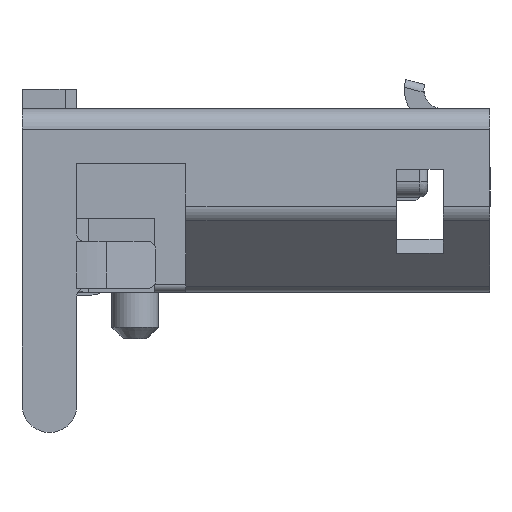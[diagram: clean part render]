
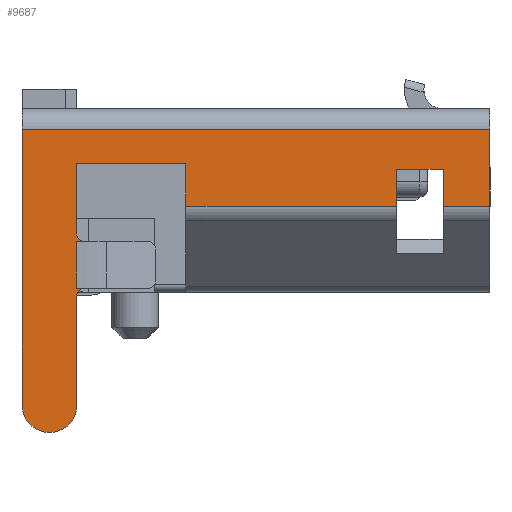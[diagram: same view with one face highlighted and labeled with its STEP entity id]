
A CAD part, left-side view. The second image highlights one B-rep face of the part: STEP entity #9687.
In plain terms, the highlighted planar face has unit normal (-1, 0, 0).
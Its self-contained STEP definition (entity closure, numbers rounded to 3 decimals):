
#411=PLANE('',#10506);
#863=FACE_OUTER_BOUND('',#1397,.T.);
#1397=EDGE_LOOP('',(#8408,#8409,#8410,#8411,#8412,#8413,#8414,#8415,#8416,
#8417,#8418,#8419,#8420,#8421,#8422,#8423,#8424,#8425,#8426,#8427));
#2090=LINE('',#14734,#3166);
#2289=LINE('',#15744,#3365);
#2292=LINE('',#15750,#3368);
#2299=LINE('',#15766,#3375);
#2315=LINE('',#15812,#3391);
#2326=LINE('',#15841,#3402);
#2392=LINE('',#16113,#3468);
#2393=LINE('',#16117,#3469);
#2394=LINE('',#16120,#3470);
#2395=LINE('',#16122,#3471);
#2396=LINE('',#16124,#3472);
#2397=LINE('',#16125,#3473);
#2398=LINE('',#16127,#3474);
#2399=LINE('',#16131,#3475);
#2400=LINE('',#16135,#3476);
#3166=VECTOR('',#11813,10.);
#3365=VECTOR('',#12514,10.);
#3368=VECTOR('',#12523,10.);
#3375=VECTOR('',#12534,10.);
#3391=VECTOR('',#12578,10.);
#3402=VECTOR('',#12605,10.);
#3468=VECTOR('',#12755,10.);
#3469=VECTOR('',#12758,10.);
#3470=VECTOR('',#12761,10.);
#3471=VECTOR('',#12762,10.);
#3472=VECTOR('',#12763,10.);
#3473=VECTOR('',#12764,10.);
#3474=VECTOR('',#12765,10.);
#3475=VECTOR('',#12768,10.);
#3476=VECTOR('',#12771,10.);
#3930=CIRCLE('',#10447,0.35);
#3956=CIRCLE('',#10507,0.1);
#3957=CIRCLE('',#10508,0.1);
#3958=CIRCLE('',#10509,0.1);
#3959=CIRCLE('',#10510,0.1);
#4408=VERTEX_POINT('',#14718);
#4414=VERTEX_POINT('',#14733);
#4662=VERTEX_POINT('',#15740);
#4664=VERTEX_POINT('',#15743);
#4670=VERTEX_POINT('',#15764);
#4671=VERTEX_POINT('',#15765);
#4678=VERTEX_POINT('',#15785);
#4687=VERTEX_POINT('',#15810);
#4697=VERTEX_POINT('',#15839);
#4753=VERTEX_POINT('',#16111);
#4754=VERTEX_POINT('',#16115);
#4755=VERTEX_POINT('',#16116);
#4756=VERTEX_POINT('',#16118);
#4757=VERTEX_POINT('',#16121);
#4758=VERTEX_POINT('',#16123);
#4759=VERTEX_POINT('',#16126);
#4760=VERTEX_POINT('',#16128);
#4761=VERTEX_POINT('',#16130);
#4762=VERTEX_POINT('',#16132);
#4763=VERTEX_POINT('',#16134);
#5529=EDGE_CURVE('',#4414,#4408,#2090,.T.);
#5891=EDGE_CURVE('',#4664,#4662,#2289,.T.);
#5895=EDGE_CURVE('',#4664,#4408,#2292,.T.);
#5902=EDGE_CURVE('',#4670,#4671,#2299,.T.);
#5912=EDGE_CURVE('',#4678,#4662,#3930,.T.);
#5925=EDGE_CURVE('',#4671,#4687,#2315,.T.);
#5940=EDGE_CURVE('',#4687,#4697,#2326,.T.);
#6027=EDGE_CURVE('',#4753,#4414,#2392,.T.);
#6028=EDGE_CURVE('',#4754,#4755,#2393,.T.);
#6029=EDGE_CURVE('',#4756,#4754,#3956,.T.);
#6030=EDGE_CURVE('',#4756,#4670,#2394,.T.);
#6031=EDGE_CURVE('',#4697,#4757,#2395,.T.);
#6032=EDGE_CURVE('',#4757,#4758,#2396,.T.);
#6033=EDGE_CURVE('',#4758,#4753,#2397,.T.);
#6034=EDGE_CURVE('',#4678,#4759,#2398,.T.);
#6035=EDGE_CURVE('',#4759,#4760,#3957,.F.);
#6036=EDGE_CURVE('',#4760,#4761,#2399,.F.);
#6037=EDGE_CURVE('',#4762,#4761,#3958,.T.);
#6038=EDGE_CURVE('',#4762,#4763,#2400,.T.);
#6039=EDGE_CURVE('',#4763,#4755,#3959,.F.);
#8408=ORIENTED_EDGE('',*,*,#6028,.F.);
#8409=ORIENTED_EDGE('',*,*,#6029,.F.);
#8410=ORIENTED_EDGE('',*,*,#6030,.T.);
#8411=ORIENTED_EDGE('',*,*,#5902,.T.);
#8412=ORIENTED_EDGE('',*,*,#5925,.T.);
#8413=ORIENTED_EDGE('',*,*,#5940,.T.);
#8414=ORIENTED_EDGE('',*,*,#6031,.T.);
#8415=ORIENTED_EDGE('',*,*,#6032,.T.);
#8416=ORIENTED_EDGE('',*,*,#6033,.T.);
#8417=ORIENTED_EDGE('',*,*,#6027,.T.);
#8418=ORIENTED_EDGE('',*,*,#5529,.T.);
#8419=ORIENTED_EDGE('',*,*,#5895,.F.);
#8420=ORIENTED_EDGE('',*,*,#5891,.T.);
#8421=ORIENTED_EDGE('',*,*,#5912,.F.);
#8422=ORIENTED_EDGE('',*,*,#6034,.T.);
#8423=ORIENTED_EDGE('',*,*,#6035,.T.);
#8424=ORIENTED_EDGE('',*,*,#6036,.T.);
#8425=ORIENTED_EDGE('',*,*,#6037,.F.);
#8426=ORIENTED_EDGE('',*,*,#6038,.T.);
#8427=ORIENTED_EDGE('',*,*,#6039,.T.);
#9687=ADVANCED_FACE('',(#863),#411,.T.);
#10447=AXIS2_PLACEMENT_3D('',#15786,#12552,#12553);
#10506=AXIS2_PLACEMENT_3D('',#16114,#12756,#12757);
#10507=AXIS2_PLACEMENT_3D('',#16119,#12759,#12760);
#10508=AXIS2_PLACEMENT_3D('',#16129,#12766,#12767);
#10509=AXIS2_PLACEMENT_3D('',#16133,#12769,#12770);
#10510=AXIS2_PLACEMENT_3D('',#16136,#12772,#12773);
#11813=DIRECTION('',(0.,0.,1.));
#12514=DIRECTION('',(0.,0.,-1.));
#12523=DIRECTION('',(0.,-1.,0.));
#12534=DIRECTION('',(0.,-1.,0.));
#12552=DIRECTION('center_axis',(1.,0.,0.));
#12553=DIRECTION('ref_axis',(0.,-0.707,-0.707));
#12578=DIRECTION('',(0.,0.,-1.));
#12605=DIRECTION('',(0.,-1.,0.));
#12755=DIRECTION('',(0.,-1.,0.));
#12756=DIRECTION('center_axis',(-1.,0.,0.));
#12757=DIRECTION('ref_axis',(0.,0.,
1.));
#12758=DIRECTION('',(0.,1.,0.));
#12759=DIRECTION('center_axis',(-1.,0.,0.));
#12760=DIRECTION('ref_axis',(0.,0.,
-1.));
#12761=DIRECTION('',(0.,0.,1.));
#12762=DIRECTION('',(0.,0.,1.));
#12763=DIRECTION('',(0.,-1.,0.));
#12764=DIRECTION('',(0.,0.,-1.));
#12765=DIRECTION('',(0.,0.,1.));
#12766=DIRECTION('center_axis',(-1.,0.,0.));
#12767=DIRECTION('ref_axis',(0.,1.,0.));
#12768=DIRECTION('',(0.,-1.,0.));
#12769=DIRECTION('center_axis',(-1.,0.,0.));
#12770=DIRECTION('ref_axis',(0.,0.708,0.707));
#12771=DIRECTION('',(0.,0.,1.));
#12772=DIRECTION('center_axis',(-1.,0.,0.));
#12773=DIRECTION('ref_axis',(0.,0.045,0.999));
#14718=CARTESIAN_POINT('',(-3.7,-2.7,-0.01));
#14733=CARTESIAN_POINT('',(-3.7,-2.7,-0.997));
#14734=CARTESIAN_POINT('',(-3.7,-2.7,0.178));
#15740=CARTESIAN_POINT('',(-3.7,3.3,-3.55));
#15743=CARTESIAN_POINT('',(-3.7,3.3,-0.01));
#15744=CARTESIAN_POINT('',(-3.7,3.3,-0.01));
#15750=CARTESIAN_POINT('',(-3.7,0.,-0.01));
#15764=CARTESIAN_POINT('',(-3.7,2.6,-0.45));
#15765=CARTESIAN_POINT('',(-3.7,1.2,-0.45));
#15766=CARTESIAN_POINT('',(-3.7,0.6,-0.45));
#15785=CARTESIAN_POINT('',(-3.7,2.6,-3.55));
#15786=CARTESIAN_POINT('Origin',(-3.7,2.95,-3.55));
#15810=CARTESIAN_POINT('',(-3.7,1.2,-0.997));
#15812=CARTESIAN_POINT('',(-3.7,1.2,-1.483));
#15839=CARTESIAN_POINT('',(-3.7,-1.5,-0.997));
#15841=CARTESIAN_POINT('',(-3.7,-1.65,-0.997));
#16111=CARTESIAN_POINT('',(-3.7,-2.1,-0.997));
#16113=CARTESIAN_POINT('',(-3.7,-1.65,-0.997));
#16114=CARTESIAN_POINT('Origin',(-3.7,-0.03,
3.618));
#16115=CARTESIAN_POINT('',(-3.7,2.504,-1.45));
#16116=CARTESIAN_POINT('',(-3.7,2.596,-1.45));
#16117=CARTESIAN_POINT('',(-3.7,1.285,-1.45));
#16118=CARTESIAN_POINT('',(-3.7,2.6,-1.35));
#16119=CARTESIAN_POINT('Origin',(-3.7,2.5,-1.35));
#16120=CARTESIAN_POINT('',(-3.7,2.6,-1.155));
#16121=CARTESIAN_POINT('',(-3.7,-1.5,-0.522));
#16122=CARTESIAN_POINT('',(-3.7,-1.5,1.548));
#16123=CARTESIAN_POINT('',(-3.7,-2.1,-0.522));
#16124=CARTESIAN_POINT('',(-3.7,-1.065,-0.522));
#16125=CARTESIAN_POINT('',(-3.7,-2.1,0.967));
#16126=CARTESIAN_POINT('',(-3.7,2.6,-2.15));
#16127=CARTESIAN_POINT('',(-3.7,2.6,-1.155));
#16128=CARTESIAN_POINT('',(-3.7,2.504,-2.05));
#16129=CARTESIAN_POINT('Origin',(-3.7,2.5,-2.15));
#16130=CARTESIAN_POINT('',(-3.7,2.6,-2.05));
#16131=CARTESIAN_POINT('',(-3.7,1.285,-2.05));
#16132=CARTESIAN_POINT('',(-3.7,2.6,-2.05));
#16133=CARTESIAN_POINT('Origin',(-3.7,2.529,-2.121));
#16134=CARTESIAN_POINT('',(-3.7,2.6,-1.45));
#16135=CARTESIAN_POINT('',(-3.7,2.6,-1.155));
#16136=CARTESIAN_POINT('Origin',(-3.7,2.596,-1.55));
